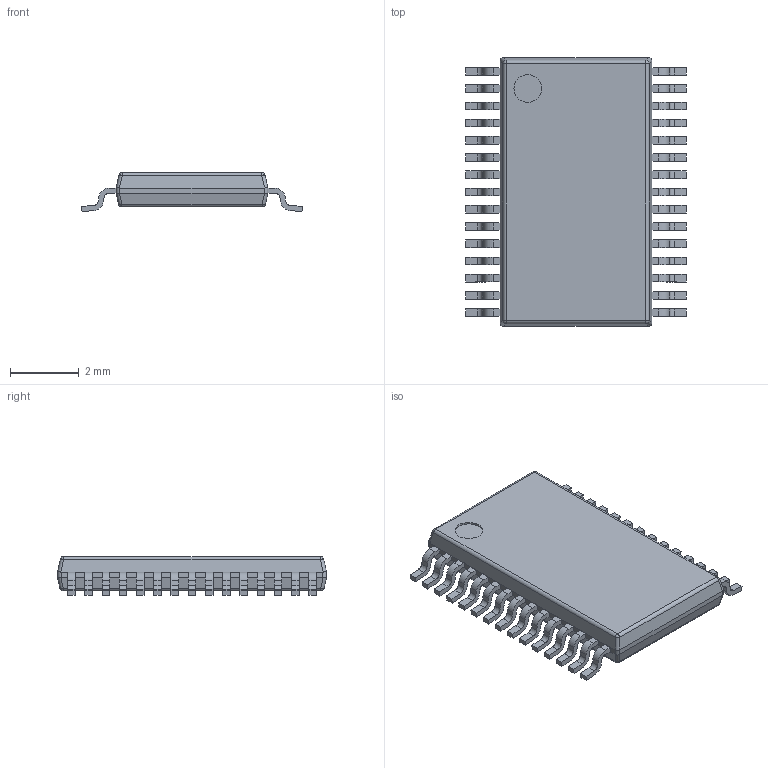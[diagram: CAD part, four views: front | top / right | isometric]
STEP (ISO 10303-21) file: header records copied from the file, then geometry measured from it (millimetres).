
FILE_DESCRIPTION((''),'2;1');
FILE_NAME('DBT0030A_ASM','2020-05-19T09:10:29',('a0412086'),(''),'CREO PARAMETRIC BY PTC INC, 2019292','CREO PARAMETRIC BY PTC INC, 2019292','');
FILE_SCHEMA(('AUTOMOTIVE_DESIGN { 1 0 10303 214 1 1 1 1 }'));
Length unit declared in the file: millimetre
Products named in the file (4): BODY-TSSOP; LEAD-TSSOP; PIN1; DBT0030A_ASM
Assembly tree (32 placements, depth 2):
  DBT0030A_ASM
    BODY-TSSOP
    LEAD-TSSOP  x30
    PIN1
Bounding box: 6.4 x 7.8 x 1.13 mm (x, y, z)
Volume: 34.6 mm3; surface area: 118.3 mm2
Topology: 31 solids, 31 shells, 465 faces, 1182 edges, 780 vertices
Faces by surface type: plane 315, cylinder 142, sphere 8
Entity records: 2674 total; most frequent: CARTESIAN_POINT 445, DIRECTION 340, ORIENTED_EDGE 276, PRESENTATION_STYLE_ASSIGNMENT 140, STYLED_ITEM 140, CURVE_STYLE 138, EDGE_CURVE 138, AXIS2_PLACEMENT_3D 131
